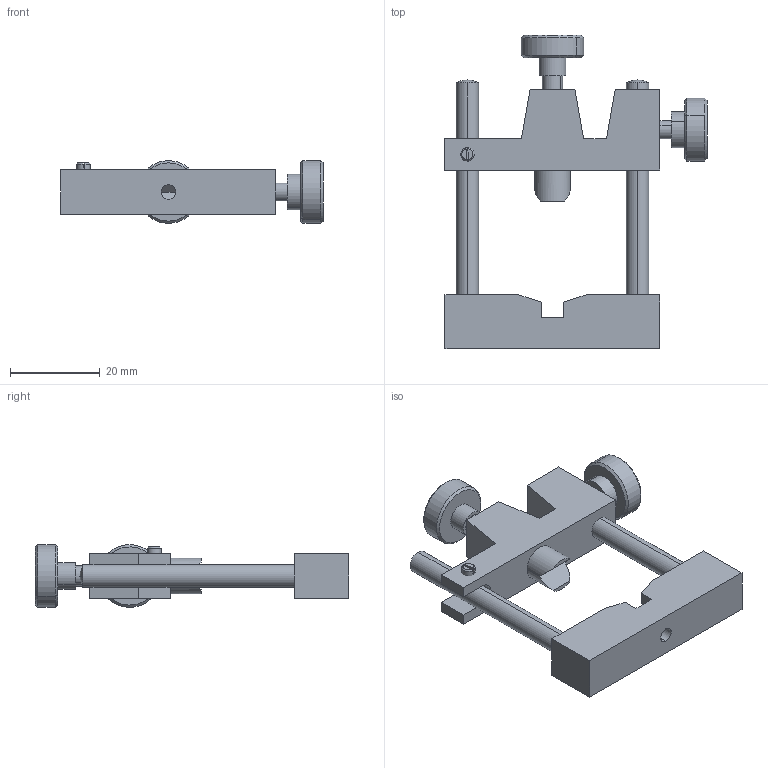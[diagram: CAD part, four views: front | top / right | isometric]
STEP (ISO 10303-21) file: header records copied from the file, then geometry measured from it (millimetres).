
FILE_DESCRIPTION (( 'STEP AP203' ), '1' );
FILE_NAME ('GCM-060301M 俋倰芞.STEP', '2017-06-15T02:52:33', ( 'Lxtx999.CoM' ), ( 'Lxtx999.CoM' ), 'SwSTEP 2.0', 'SolidWorks 2012', '' );
FILE_SCHEMA (( 'CONFIG_CONTROL_DESIGN' ));
Length unit declared in the file: centimetre
Products named in the file (1): GCM-060301M 俋倰芞
Bounding box: 58.5 x 69.97 x 14 mm (x, y, z)
Surface area: 8358.8 mm2 (no closed solid volume)
Topology: 0 solids, 8 shells, 90 faces, 235 edges, 158 vertices
Faces by surface type: plane 48, cylinder 26, cone 12, sphere 4
Entity records: 2866 total; most frequent: CARTESIAN_POINT 508, DIRECTION 500, ORIENTED_EDGE 440, EDGE_CURVE 235, AXIS2_PLACEMENT_3D 182, VERTEX_POINT 158, VECTOR 136, LINE 136
